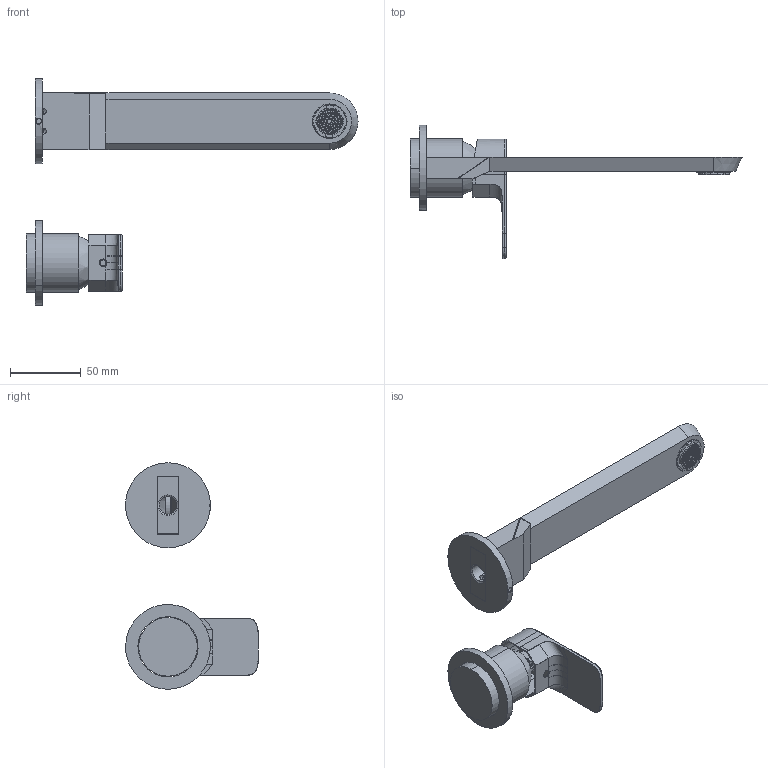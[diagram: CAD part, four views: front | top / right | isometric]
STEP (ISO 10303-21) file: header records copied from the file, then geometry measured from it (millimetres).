
FILE_DESCRIPTION (( 'STEP AP214' ), '1' );
FILE_NAME ('3035EX._bordi_esterni.STEP', '2024-10-29T07:23:56', ( '' ), ( '' ), 'SwSTEP 2.0', 'SolidWorks 2018', '' );
FILE_SCHEMA (( 'AUTOMOTIVE_DESIGN' ));
Length unit declared in the file: millimetre
Products named in the file (1): 3035EX._bordi_esterni
Bounding box: 234.5 x 93.94 x 159.92 mm (x, y, z)
Surface area: 57622.1 mm2 (no closed solid volume)
Topology: 0 solids, 7 shells, 324 faces, 947 edges, 619 vertices
Faces by surface type: cylinder 203, plane 74, bspline 38, cone 7, torus 2
Entity records: 17788 total; most frequent: CARTESIAN_POINT 5682, DIRECTION 1793, ORIENTED_EDGE 1659, EDGE_CURVE 943, AXIS2_PLACEMENT_3D 691, VERTEX_POINT 619, EDGE_LOOP 412, LINE 411
